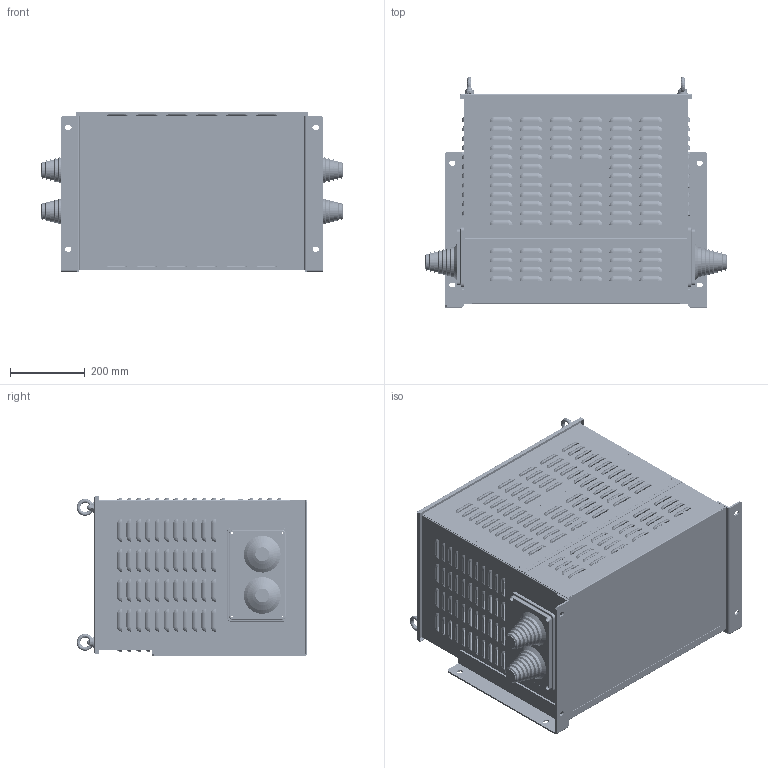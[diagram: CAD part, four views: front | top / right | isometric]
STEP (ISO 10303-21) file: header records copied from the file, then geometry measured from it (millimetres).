
FILE_DESCRIPTION (( 'STEP AP214' ), '1' );
FILE_NAME ('130B2854.STEP', '2015-02-17T15:27:46', ( 'EDV' ), ( 'Microsoft' ), 'SwSTEP 2.0', 'SolidWorks 2014', '' );
FILE_SCHEMA (( 'AUTOMOTIVE_DESIGN' ));
Length unit declared in the file: millimetre
Products named in the file (46): plain washer large_din_Washer DIN 9021 - 8.4; Boden #020-1794; Befestigungswinkel BG50 gekantet; Befestigungsschiene längs #020-1794; U-Blech #050-0829-31_M10; hex nut gradec_din_Hexagon Nut ISO 4034 - M8 - N; Gehäuseschale #020-1795_Mit Kiemen; U10DIN125; plain washer grade a_din_Washer DIN 125 - A 8.4; High-strength Stud_PMM_PEM HFH-M10-25 X--N; 130B2854; Wickel B 0909038; Hex Nut Style 1 GradeAB_DIN_Hexagon Nut ISO 4032 - M8 - W - N; #700-1267; Socket Head Cap Screw_DIN_DIN 912 M5 x 25 --- 25S; #700-1266; Hex Screw GradeAB_DIN_ISO 4017 - M5 x 16-N; Verguss f黵 #020-1720; #144-0206; Plain Washer Large_DIN_Washer DIN 9021 - 10.5; #020-1720; B 0909038; #040-1217; plain washer grade a_din_Washer DIN 125 - A 4.3; Lifting eye nut 01_DIN_DIN 582-M10-N; #142-0054; Domed cap nut_DIN_DIN 1587 - M10 --NNU; #143-0140; M8x110-DIN931; Deckel BG 50; Luftspalt 1 f黵 B 0909038; M8x120DIN933; Befestigungsschiene BG 50 quer neu; curved spring lock washer_din_Spring washer DIN 128 - A4; +1029-0022_Deckel; Luftspalt 2 f黵 B 0909038; curved spring lock washer_din_Spring washer DIN 128 - A8; +1029-0022_Dichtung; Baugruppe #020-1795_B 0909038.2; pan head cross recess screw_din_ISO 7045 - M4 x 8 - Z --- 8N ...
Assembly tree (163 placements, depth 3):
  130B2854
    Baugruppe #020-1795_B 0909038.2
      Gehäuseschale #020-1795_Mit Kiemen
      Befestigungsschiene längs #020-1794  x2
      Boden #020-1794
      Frontwand oben #020-1794_Mit Kiemen
      Frontwand unten #020-1794_Mit Kiemen
      +1029-0022_Dichtung  x4
      +1029-0022_Deckel  x2
      Befestigungsschiene BG 50 quer neu  x2
      Deckel BG 50
      Domed cap nut_DIN_DIN 1587 - M10 --NNU  x2
      Lifting eye nut 01_DIN_DIN 582-M10-N  x2
      Plain Washer Large_DIN_Washer DIN 9021 - 10.5  x6
      Hex Screw GradeAB_DIN_ISO 4017 - M5 x 16-N
      Socket Head Cap Screw_DIN_DIN 912 M5 x 25 --- 25S  x4
      Hex Nut Style 1 GradeAB_DIN_Hexagon Nut ISO 4032 - M8 - W - N  x8
      High-strength Stud_PMM_PEM HFH-M10-25 X--N  x4
      U10DIN125  x6
      U-Blech #050-0829-31_M10  x4
      Befestigungswinkel BG50 gekantet  x2
      Quadratrohr BG50  x2
      #040-1538  x2
    B 0909038
      Luftspalt 2 f黵 B 0909038  x12
      #142-0054
      Luftspalt 1 f黵 B 0909038  x2
      #143-0140  x15
      #142-0054
      #040-1217  x2
      #020-1720
      #144-0206  x6
      Verguss f黵 #020-1720
      #700-1266  x3
      #700-1267  x3
      Wickel B 0909038  x3
      plain washer grade a_din_Washer DIN 125 - A 8.4  x10
      hex nut gradec_din_Hexagon Nut ISO 4034 - M8 - N  x7
      plain washer large_din_Washer DIN 9021 - 8.4  x4
      Plain Washer Large_DIN_Washer DIN 9021 - 10.5  x2
      Isolierbuchse M8_M05  x8
      pan head cross recess screw_din_ISO 7045 - M4 x 8 - Z --- 8N  x5
      curved spring lock washer_din_Spring washer DIN 128 - A8
      curved spring lock washer_din_Spring washer DIN 128 - A4  x5
      M8x120DIN933
      M8x110-DIN931  x5
      plain washer grade a_din_Washer DIN 125 - A 4.3  x5
Bounding box: 807 x 615.8 x 425.75 mm (x, y, z)
Volume: 18429961.3 mm3; surface area: 6699807.8 mm2
Topology: 161 solids, 161 shells, 7110 faces, 17819 edges, 11173 vertices
Faces by surface type: plane 3565, cylinder 1587, torus 1225, cone 584, bspline 142, sphere 7
Full cylindrical faces by diameter (mm): 2 x6, 3.3 x8, 4 x7, 4.2 x4, 4.3 x5, 4.5 x4, 4.6 x8, 5 x121, 5.5 x8, 6 x3, 6.8 x15, 7 x12, 8 x27, 8.2 x8, 8.4 x14, 8.5 x8, 8.636 x1, 9 x5, 9.9 x8, 10 x14, 10.5 x8, 10.7 x6, 11 x14, 12 x4, 13 x32, 14 x8, 15 x8, 15.7 x4, 16 x10, 19.7 x6
Entity records: 156158 total; most frequent: CARTESIAN_POINT 33778, DIRECTION 26575, ORIENTED_EDGE 23472, EDGE_CURVE 11736, AXIS2_PLACEMENT_3D 10716, VERTEX_POINT 7601, CIRCLE 6129, EDGE_LOOP 5665
